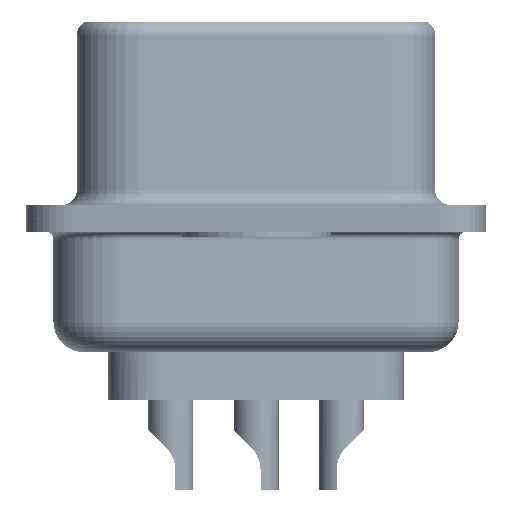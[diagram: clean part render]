
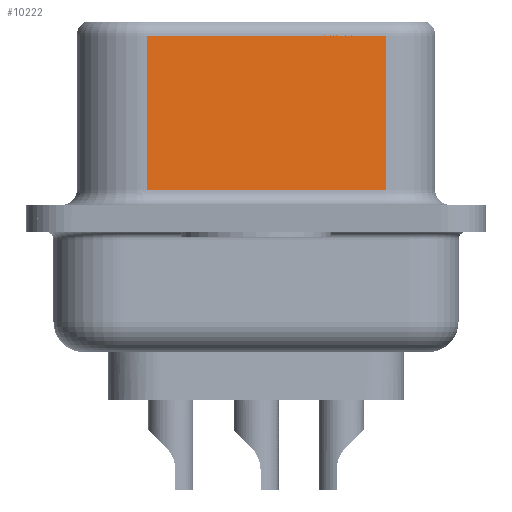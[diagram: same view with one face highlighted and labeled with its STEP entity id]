
A CAD part, left-side view. The second image highlights one B-rep face of the part: STEP entity #10222.
In plain terms, the highlighted planar face has unit normal (-0.985, -0.174, 0).
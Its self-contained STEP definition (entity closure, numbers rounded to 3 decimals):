
#1437 = LINE ( 'NONE', #22583, #26745 ) ;
#3269 = AXIS2_PLACEMENT_3D ( 'NONE', #12955, #8627, #20205 ) ;
#5784 = ORIENTED_EDGE ( 'NONE', *, *, #7895, .T. ) ;
#6606 = EDGE_CURVE ( 'NONE', #14948, #23741, #27855, .T. ) ;
#7895 = EDGE_CURVE ( 'NONE', #23741, #9282, #16601, .T. ) ;
#8116 = EDGE_CURVE ( 'NONE', #14948, #25769, #1437, .T. ) ;
#8627 = DIRECTION ( 'NONE',  ( 0.985, 0.174, 0. ) ) ;
#9282 = VERTEX_POINT ( 'NONE', #12881 ) ;
#9336 = DIRECTION ( 'NONE',  ( 0., 0., -1. ) ) ;
#10222 = ADVANCED_FACE ( 'NONE', ( #10497 ), #29474, .F. ) ;
#10497 = FACE_OUTER_BOUND ( 'NONE', #17055, .T. ) ;
#11152 = DIRECTION ( 'NONE',  ( 0., 0., -1. ) ) ;
#11834 = ORIENTED_EDGE ( 'NONE', *, *, #26139, .T. ) ;
#12881 = CARTESIAN_POINT ( 'NONE',  ( 3.73, 3.628, 0.95 ) ) ;
#12955 = CARTESIAN_POINT ( 'NONE',  ( 5.132, -4.322, 6.55 ) ) ;
#13009 = ORIENTED_EDGE ( 'NONE', *, *, #8116, .F. ) ;
#14948 = VERTEX_POINT ( 'NONE', #23475 ) ;
#15960 = LINE ( 'NONE', #22895, #18142 ) ;
#16601 = LINE ( 'NONE', #26168, #27181 ) ;
#17055 = EDGE_LOOP ( 'NONE', ( #13009, #23350, #5784, #11834 ) ) ;
#18142 = VECTOR ( 'NONE', #29846, 1000. ) ;
#18577 = DIRECTION ( 'NONE',  ( -0.174, 0.985, 0. ) ) ;
#20205 = DIRECTION ( 'NONE',  ( -0.174, 0.985, 0. ) ) ;
#20208 = CARTESIAN_POINT ( 'NONE',  ( 3.73, 3.628, 6.1 ) ) ;
#20914 = CARTESIAN_POINT ( 'NONE',  ( 5.132, -4.322, 6.1 ) ) ;
#21592 = VECTOR ( 'NONE', #18577, 1000. ) ;
#22583 = CARTESIAN_POINT ( 'NONE',  ( 5.132, -4.322, 6.55 ) ) ;
#22895 = CARTESIAN_POINT ( 'NONE',  ( 5.132, -4.322, 0.95 ) ) ;
#23350 = ORIENTED_EDGE ( 'NONE', *, *, #6606, .T. ) ;
#23475 = CARTESIAN_POINT ( 'NONE',  ( 5.132, -4.322, 6.1 ) ) ;
#23741 = VERTEX_POINT ( 'NONE', #20208 ) ;
#25769 = VERTEX_POINT ( 'NONE', #27865 ) ;
#26139 = EDGE_CURVE ( 'NONE', #9282, #25769, #15960, .T. ) ;
#26168 = CARTESIAN_POINT ( 'NONE',  ( 3.73, 3.628, 6.55 ) ) ;
#26745 = VECTOR ( 'NONE', #11152, 1000. ) ;
#27181 = VECTOR ( 'NONE', #9336, 1000. ) ;
#27855 = LINE ( 'NONE', #20914, #21592 ) ;
#27865 = CARTESIAN_POINT ( 'NONE',  ( 5.132, -4.322, 0.95 ) ) ;
#29474 = PLANE ( 'NONE',  #3269 ) ;
#29846 = DIRECTION ( 'NONE',  ( 0.174, -0.985, 0. ) ) ;
